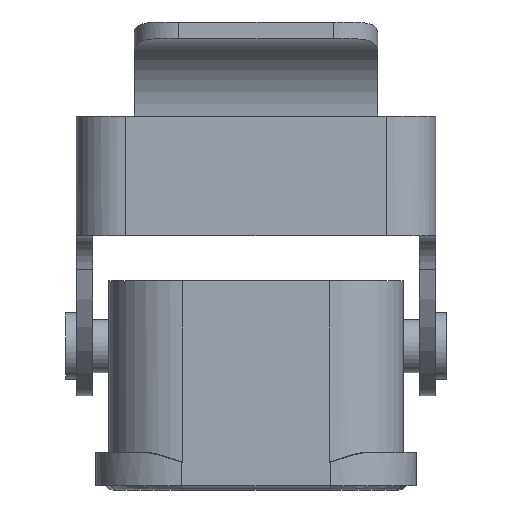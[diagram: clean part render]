
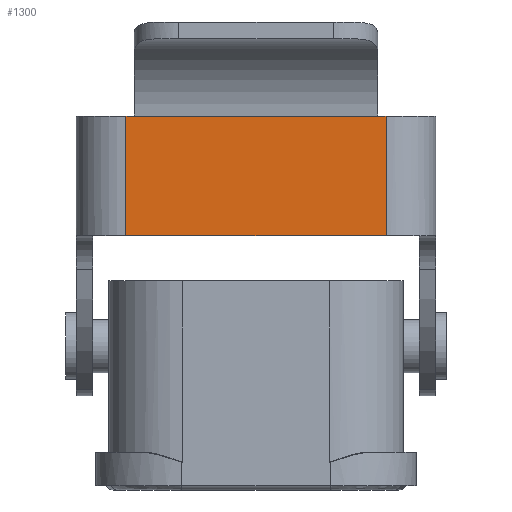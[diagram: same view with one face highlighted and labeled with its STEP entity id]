
A CAD part, left-side view. The second image highlights one B-rep face of the part: STEP entity #1300.
In plain terms, the highlighted planar face has unit normal (-1, 0, 0).
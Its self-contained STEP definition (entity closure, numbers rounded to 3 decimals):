
#1056=FACE_OUTER_BOUND('',#1858,.T.);
#1300=ADVANCED_FACE('',(#1056),#1470,.T.);
#1470=PLANE('',#6815);
#1858=EDGE_LOOP('',(#3026,#3027,#3028,#3029,#3030,#3031));
#3026=ORIENTED_EDGE('',*,*,#4090,.T.);
#3027=ORIENTED_EDGE('',*,*,#4058,.T.);
#3028=ORIENTED_EDGE('',*,*,#4064,.F.);
#3029=ORIENTED_EDGE('',*,*,#4091,.T.);
#3030=ORIENTED_EDGE('',*,*,#4092,.F.);
#3031=ORIENTED_EDGE('',*,*,#4084,.T.);
#3471=VERTEX_POINT('',#10137);
#3472=VERTEX_POINT('',#10144);
#3476=VERTEX_POINT('',#10176);
#3479=VERTEX_POINT('',#10189);
#3490=VERTEX_POINT('',#10253);
#3492=VERTEX_POINT('',#10271);
#4058=EDGE_CURVE('',#3471,#3472,#5354,.T.);
#4064=EDGE_CURVE('',#3476,#3472,#4154,.T.);
#4084=EDGE_CURVE('',#3490,#3479,#5365,.T.);
#4090=EDGE_CURVE('',#3479,#3471,#5370,.T.);
#4091=EDGE_CURVE('',#3476,#3492,#5371,.T.);
#4092=EDGE_CURVE('',#3490,#3492,#5372,.T.);
#4154=B_SPLINE_CURVE_WITH_KNOTS('',3,(#10177,#10178,#10179,#10180),
 .UNSPECIFIED.,.F.,.F.,(4,4),(0.,1.),.UNSPECIFIED.);
#5354=LINE('',#10145,#5921);
#5365=LINE('',#10257,#5932);
#5370=LINE('',#10268,#5937);
#5371=LINE('',#10270,#5938);
#5372=LINE('',#10272,#5939);
#5921=VECTOR('',#8104,1.);
#5932=VECTOR('',#8141,1.);
#5937=VECTOR('',#8156,1.);
#5938=VECTOR('',#8159,1.);
#5939=VECTOR('',#8160,1.);
#6815=AXIS2_PLACEMENT_3D('',#10273,#8161,#8162);
#8104=DIRECTION('',(0.,0.,-1.));
#8141=DIRECTION('',(0.,1.,0.));
#8156=DIRECTION('',(0.,1.,0.));
#8159=DIRECTION('',(0.,0.,1.));
#8160=DIRECTION('',(0.,-1.,0.));
#8161=DIRECTION('',(-1.,0.,0.));
#8162=DIRECTION('',(0.,0.,-1.));
#10137=CARTESIAN_POINT('',(-26.003,11.75,24.497));
#10144=CARTESIAN_POINT('',(-26.001,11.75,13.691));
#10145=CARTESIAN_POINT('',(-26.003,11.75,24.497));
#10176=CARTESIAN_POINT('',(-26.001,-11.75,13.691));
#10177=CARTESIAN_POINT('',(-26.001,-11.75,13.693));
#10178=CARTESIAN_POINT('',(-26.001,-3.917,13.693));
#10179=CARTESIAN_POINT('',(-26.001,3.917,13.693));
#10180=CARTESIAN_POINT('',(-26.001,11.75,13.693));
#10189=CARTESIAN_POINT('',(-26.003,11.,24.497));
#10253=CARTESIAN_POINT('',(-26.003,-11.,24.497));
#10257=CARTESIAN_POINT('',(-26.003,-11.694,24.497));
#10268=CARTESIAN_POINT('',(-26.003,11.7,24.497));
#10270=CARTESIAN_POINT('',(-26.001,-11.75,13.691));
#10271=CARTESIAN_POINT('',(-26.003,-11.75,24.497));
#10272=CARTESIAN_POINT('',(-26.003,-11.7,24.497));
#10273=CARTESIAN_POINT('',(-26.003,11.75,25.577));
